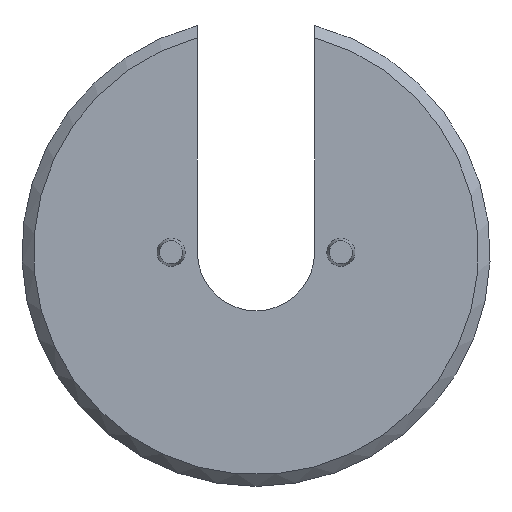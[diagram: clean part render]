
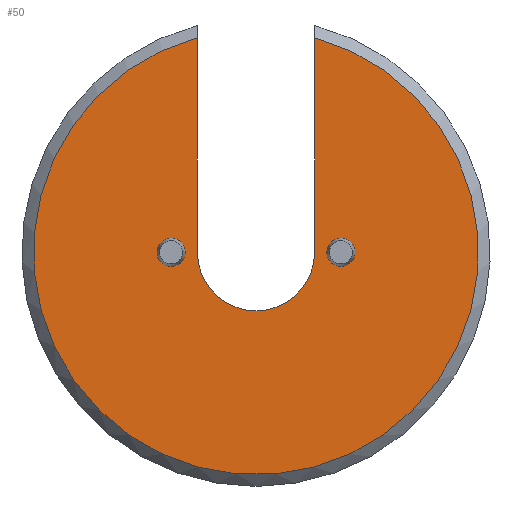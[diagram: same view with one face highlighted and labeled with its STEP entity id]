
A CAD part, front view. The second image highlights one B-rep face of the part: STEP entity #50.
In plain terms, the highlighted planar face has unit normal (0, -1, 0).
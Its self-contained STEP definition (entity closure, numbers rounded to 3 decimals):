
#50 = ADVANCED_FACE( '', ( #103, #104, #105 ), #106, .F. );
#103 = FACE_OUTER_BOUND( '', #158, .T. );
#104 = FACE_BOUND( '', #159, .T. );
#105 = FACE_BOUND( '', #160, .T. );
#106 = PLANE( '', #161 );
#158 = EDGE_LOOP( '', ( #232, #233, #234, #235 ) );
#159 = EDGE_LOOP( '', ( #236 ) );
#160 = EDGE_LOOP( '', ( #237 ) );
#161 = AXIS2_PLACEMENT_3D( '', #238, #239, #240 );
#232 = ORIENTED_EDGE( '', *, *, #309, .F. );
#233 = ORIENTED_EDGE( '', *, *, #315, .T. );
#234 = ORIENTED_EDGE( '', *, *, #297, .T. );
#235 = ORIENTED_EDGE( '', *, *, #316, .T. );
#236 = ORIENTED_EDGE( '', *, *, #317, .F. );
#237 = ORIENTED_EDGE( '', *, *, #313, .F. );
#238 = CARTESIAN_POINT( '', ( 9.5, 0., 0. ) );
#239 = DIRECTION( '', ( 0., 1., 0. ) );
#240 = DIRECTION( '', ( 0., 0., 1. ) );
#297 = EDGE_CURVE( '', #341, #339, #342, .T. );
#309 = EDGE_CURVE( '', #358, #360, #361, .T. );
#313 = EDGE_CURVE( '', #366, #366, #367, .F. );
#315 = EDGE_CURVE( '', #358, #341, #369, .T. );
#316 = EDGE_CURVE( '', #339, #360, #370, .T. );
#317 = EDGE_CURVE( '', #371, #371, #372, .F. );
#339 = VERTEX_POINT( '', #399 );
#341 = VERTEX_POINT( '', #404 );
#342 = LINE( '', #405, #406 );
#358 = VERTEX_POINT( '', #428 );
#360 = VERTEX_POINT( '', #431 );
#361 = LINE( '', #432, #433 );
#366 = VERTEX_POINT( '', #442 );
#367 = CIRCLE( '', #443, 0.6 );
#369 = CIRCLE( '', #445, 2.5 );
#370 = CIRCLE( '', #446, 9.5 );
#371 = VERTEX_POINT( '', #447 );
#372 = CIRCLE( '', #448, 0.6 );
#399 = CARTESIAN_POINT( '', ( -2.5, 0., 9.165 ) );
#404 = CARTESIAN_POINT( '', ( -2.5, 0., 0. ) );
#405 = CARTESIAN_POINT( '', ( -2.5, 0., 0. ) );
#406 = VECTOR( '', #467, 1000. );
#428 = CARTESIAN_POINT( '', ( 2.5, 0., 0. ) );
#431 = CARTESIAN_POINT( '', ( 2.5, 0., 9.165 ) );
#432 = CARTESIAN_POINT( '', ( 2.5, 0., 0. ) );
#433 = VECTOR( '', #481, 1000. );
#442 = CARTESIAN_POINT( '', ( -3.625, 0., 0.6 ) );
#443 = AXIS2_PLACEMENT_3D( '', #483, #484, #485 );
#445 = AXIS2_PLACEMENT_3D( '', #486, #487, #488 );
#446 = AXIS2_PLACEMENT_3D( '', #489, #490, #491 );
#447 = CARTESIAN_POINT( '', ( 3.625, 0., 0.6 ) );
#448 = AXIS2_PLACEMENT_3D( '', #492, #493, #494 );
#467 = DIRECTION( '', ( 0., 0., 1. ) );
#481 = DIRECTION( '', ( 0., 0., 1. ) );
#483 = CARTESIAN_POINT( '', ( -3.625, 0., 0. ) );
#484 = DIRECTION( '', ( 0., 1., 0. ) );
#485 = DIRECTION( '', ( 0., 0., 1. ) );
#486 = CARTESIAN_POINT( '', ( 0., 0., 0. ) );
#487 = DIRECTION( '', ( 0., 1., 0. ) );
#488 = DIRECTION( '', ( 1., 0., 0. ) );
#489 = CARTESIAN_POINT( '', ( 0., 0., 0. ) );
#490 = DIRECTION( '', ( 0., -1., 0. ) );
#491 = DIRECTION( '', ( 0., 0., -1. ) );
#492 = CARTESIAN_POINT( '', ( 3.625, 0., 0. ) );
#493 = DIRECTION( '', ( 0., 1., 0. ) );
#494 = DIRECTION( '', ( 0., 0., 1. ) );
